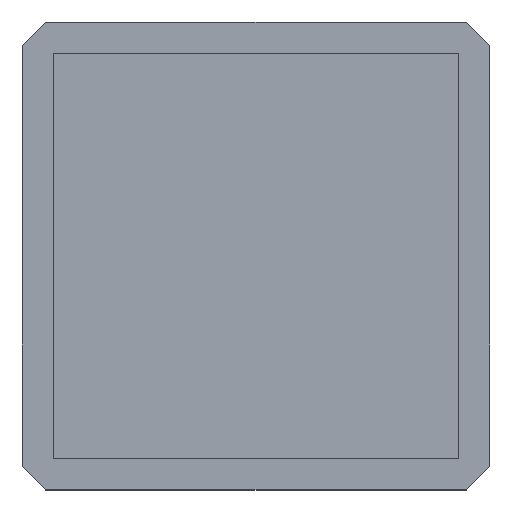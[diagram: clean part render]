
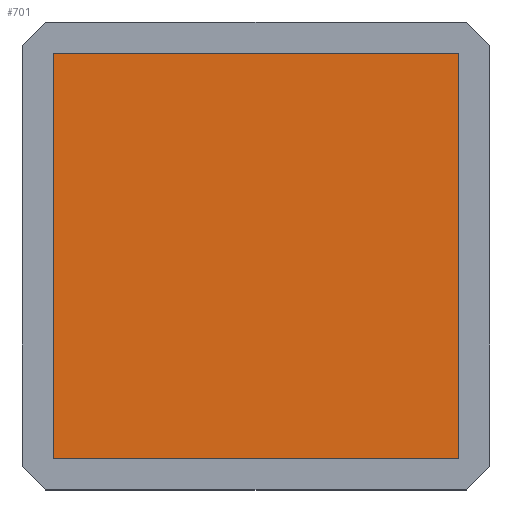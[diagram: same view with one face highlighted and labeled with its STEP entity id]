
A CAD part, top view. The second image highlights one B-rep face of the part: STEP entity #701.
In plain terms, the highlighted planar face has unit normal (0, 0, 1).
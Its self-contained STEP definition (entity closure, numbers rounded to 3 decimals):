
#87=FACE_OUTER_BOUND('',#130,.T.);
#130=EDGE_LOOP('',(#578,#579,#580,#581));
#193=LINE('',#1221,#264);
#206=LINE('',#1245,#277);
#207=LINE('',#1248,#278);
#208=LINE('',#1249,#279);
#264=VECTOR('',#933,10.4);
#277=VECTOR('',#950,10.4);
#278=VECTOR('',#953,10.4);
#279=VECTOR('',#954,10.4);
#339=VERTEX_POINT('',#1218);
#340=VERTEX_POINT('',#1220);
#349=VERTEX_POINT('',#1243);
#350=VERTEX_POINT('',#1247);
#425=EDGE_CURVE('',#340,#339,#193,.T.);
#438=EDGE_CURVE('',#339,#349,#206,.T.);
#439=EDGE_CURVE('',#349,#350,#207,.T.);
#440=EDGE_CURVE('',#350,#340,#208,.T.);
#578=ORIENTED_EDGE('',*,*,#438,.T.);
#579=ORIENTED_EDGE('',*,*,#439,.T.);
#580=ORIENTED_EDGE('',*,*,#440,.T.);
#581=ORIENTED_EDGE('',*,*,#425,.T.);
#666=PLANE('',#780);
#701=ADVANCED_FACE('',(#87),#666,.T.);
#780=AXIS2_PLACEMENT_3D('',#1246,#951,#952);
#933=DIRECTION('',(-1.,0.,0.));
#950=DIRECTION('',(0.,-1.,0.));
#951=DIRECTION('center_axis',(0.,0.,1.));
#952=DIRECTION('ref_axis',(1.,0.,0.));
#953=DIRECTION('',(1.,0.,0.));
#954=DIRECTION('',(0.,1.,0.));
#1218=CARTESIAN_POINT('',(-5.2,5.2,1.));
#1220=CARTESIAN_POINT('',(5.2,5.2,1.));
#1221=CARTESIAN_POINT('',(5.2,5.2,1.));
#1243=CARTESIAN_POINT('',(-5.2,-5.2,1.));
#1245=CARTESIAN_POINT('',(-5.2,5.2,1.));
#1246=CARTESIAN_POINT('Origin',(0.,0.,1.));
#1247=CARTESIAN_POINT('',(5.2,-5.2,1.));
#1248=CARTESIAN_POINT('',(-5.2,-5.2,1.));
#1249=CARTESIAN_POINT('',(5.2,-5.2,1.));
